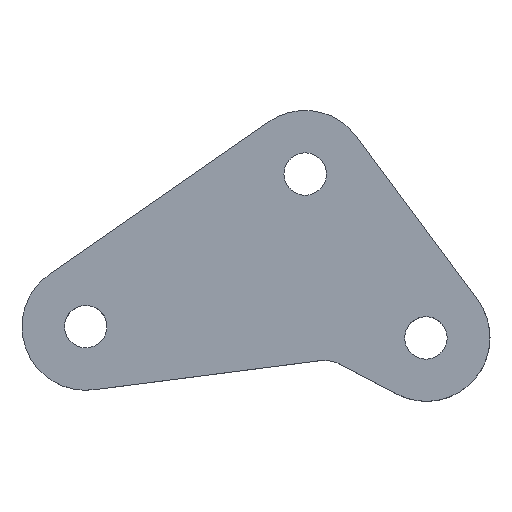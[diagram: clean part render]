
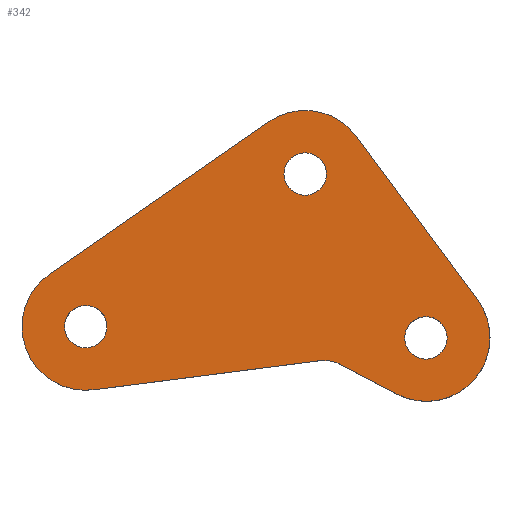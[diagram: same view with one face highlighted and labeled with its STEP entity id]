
A CAD part, top view. The second image highlights one B-rep face of the part: STEP entity #342.
In plain terms, the highlighted planar face has unit normal (0, 0, 1).
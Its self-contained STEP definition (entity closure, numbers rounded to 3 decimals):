
#6 = CARTESIAN_POINT ( 'NONE',  ( 22.538, -174.62, 6.35 ) ) ;
#13 = EDGE_CURVE ( 'NONE', #1572, #1567, #1084, .T. ) ;
#19 = CARTESIAN_POINT ( 'NONE',  ( 72.94, -235.716, 6.35 ) ) ;
#27 = ORIENTED_EDGE ( 'NONE', *, *, #13, .F. ) ;
#52 = DIRECTION ( 'NONE',  ( 1., 0., 0. ) ) ;
#57 = DIRECTION ( 'NONE',  ( -0.595, 0.804, 0. ) ) ;
#66 = ORIENTED_EDGE ( 'NONE', *, *, #952, .F. ) ;
#145 = CARTESIAN_POINT ( 'NONE',  ( -29.242, -232.519, 6.35 ) ) ;
#153 = CARTESIAN_POINT ( 'NONE',  ( 32.794, -189.386, 6.35 ) ) ;
#159 = DIRECTION ( 'NONE',  ( 0., 0., 1. ) ) ;
#181 = CARTESIAN_POINT ( 'NONE',  ( 66.94, -235.716, 6.35 ) ) ;
#186 = CIRCLE ( 'NONE', #762, 17.997 ) ;
#197 = DIRECTION ( 'NONE',  ( 1., 0., 0. ) ) ;
#220 = AXIS2_PLACEMENT_3D ( 'NONE', #1630, #1104, #855 ) ;
#221 = ORIENTED_EDGE ( 'NONE', *, *, #462, .T. ) ;
#250 = AXIS2_PLACEMENT_3D ( 'NONE', #408, #413, #1086 ) ;
#300 = ORIENTED_EDGE ( 'NONE', *, *, #1263, .F. ) ;
#305 = AXIS2_PLACEMENT_3D ( 'NONE', #461, #1396, #197 ) ;
#315 = AXIS2_PLACEMENT_3D ( 'NONE', #354, #765, #52 ) ;
#321 = CARTESIAN_POINT ( 'NONE',  ( 36.879, -242.163, 6.35 ) ) ;
#325 = CARTESIAN_POINT ( 'NONE',  ( -35.242, -232.519, 6.35 ) ) ;
#327 = DIRECTION ( 'NONE',  ( 0., 0., 1. ) ) ;
#331 = DIRECTION ( 'NONE',  ( 1., 0., 0. ) ) ;
#333 = CARTESIAN_POINT ( 'NONE',  ( 38.794, -189.386, 6.35 ) ) ;
#342 = ADVANCED_FACE ( 'NONE', ( #1170, #446, #496, #1517 ), #790, .T. ) ;
#354 = CARTESIAN_POINT ( 'NONE',  ( 32.794, -189.386, 6.35 ) ) ;
#393 = ORIENTED_EDGE ( 'NONE', *, *, #663, .T. ) ;
#408 = CARTESIAN_POINT ( 'NONE',  ( -29.242, -232.519, 6.35 ) ) ;
#413 = DIRECTION ( 'NONE',  ( 0., 0., 1. ) ) ;
#414 = DIRECTION ( 'NONE',  ( 0., 0., -1. ) ) ;
#419 = CIRCLE ( 'NONE', #1100, 6. ) ;
#422 = DIRECTION ( 'NONE',  ( 1., 0., 0. ) ) ;
#428 = AXIS2_PLACEMENT_3D ( 'NONE', #932, #1360, #1236 ) ;
#446 = FACE_OUTER_BOUND ( 'NONE', #1114, .T. ) ;
#448 = DIRECTION ( 'NONE',  ( 0., 0., 1. ) ) ;
#451 = EDGE_LOOP ( 'NONE', ( #300, #27 ) ) ;
#461 = CARTESIAN_POINT ( 'NONE',  ( 66.94, -235.716, 6.35 ) ) ;
#462 = EDGE_CURVE ( 'NONE', #862, #1589, #681, .T. ) ;
#487 = DIRECTION ( 'NONE',  ( 0., 0., 1. ) ) ;
#496 = FACE_BOUND ( 'NONE', #1479, .T. ) ;
#512 = LINE ( 'NONE', #1668, #658 ) ;
#519 = AXIS2_PLACEMENT_3D ( 'NONE', #998, #448, #331 ) ;
#529 = AXIS2_PLACEMENT_3D ( 'NONE', #1402, #327, #596 ) ;
#543 = VERTEX_POINT ( 'NONE', #1529 ) ;
#591 = CIRCLE ( 'NONE', #220, 18. ) ;
#596 = DIRECTION ( 'NONE',  ( 1., 0., 0. ) ) ;
#605 = EDGE_CURVE ( 'NONE', #1274, #862, #643, .T. ) ;
#642 = AXIS2_PLACEMENT_3D ( 'NONE', #181, #736, #884 ) ;
#643 = LINE ( 'NONE', #321, #1207 ) ;
#653 = EDGE_CURVE ( 'NONE', #1130, #1193, #1659, .T. ) ;
#658 = VECTOR ( 'NONE', #1154, 1000. ) ;
#660 = EDGE_CURVE ( 'NONE', #670, #1525, #955, .T. ) ;
#663 = EDGE_CURVE ( 'NONE', #1133, #844, #1306, .T. ) ;
#667 = ORIENTED_EDGE ( 'NONE', *, *, #1724, .T. ) ;
#670 = VERTEX_POINT ( 'NONE', #333 ) ;
#671 = EDGE_LOOP ( 'NONE', ( #66, #1527 ) ) ;
#680 = CARTESIAN_POINT ( 'NONE',  ( 38.153, -252.081, 6.35 ) ) ;
#681 = CIRCLE ( 'NONE', #1666, 10. ) ;
#709 = ORIENTED_EDGE ( 'NONE', *, *, #1211, .T. ) ;
#711 = ORIENTED_EDGE ( 'NONE', *, *, #653, .T. ) ;
#728 = CARTESIAN_POINT ( 'NONE',  ( 81.516, -224.95, 6.35 ) ) ;
#736 = DIRECTION ( 'NONE',  ( 0., 0., 1. ) ) ;
#738 = CARTESIAN_POINT ( 'NONE',  ( 47.277, -178.693, 6.35 ) ) ;
#762 = AXIS2_PLACEMENT_3D ( 'NONE', #888, #487, #1423 ) ;
#765 = DIRECTION ( 'NONE',  ( 0., 0., 1. ) ) ;
#790 = PLANE ( 'NONE',  #428 ) ;
#813 = CARTESIAN_POINT ( 'NONE',  ( 36.879, -242.163, 6.35 ) ) ;
#829 = CARTESIAN_POINT ( 'NONE',  ( 42.813, -243.233, 6.35 ) ) ;
#844 = VERTEX_POINT ( 'NONE', #1309 ) ;
#855 = DIRECTION ( 'NONE',  ( 1., 0., 0. ) ) ;
#862 = VERTEX_POINT ( 'NONE', #813 ) ;
#884 = DIRECTION ( 'NONE',  ( 1., 0., 0. ) ) ;
#888 = CARTESIAN_POINT ( 'NONE',  ( 67.051, -235.657, 6.35 ) ) ;
#899 = CIRCLE ( 'NONE', #305, 6. ) ;
#910 = ORIENTED_EDGE ( 'NONE', *, *, #1570, .T. ) ;
#911 = ORIENTED_EDGE ( 'NONE', *, *, #976, .F. ) ;
#917 = EDGE_CURVE ( 'NONE', #1031, #543, #975, .T. ) ;
#932 = CARTESIAN_POINT ( 'NONE',  ( 38.153, -252.081, 6.35 ) ) ;
#939 = VECTOR ( 'NONE', #57, 1000. ) ;
#952 = EDGE_CURVE ( 'NONE', #1525, #670, #419, .T. ) ;
#955 = CIRCLE ( 'NONE', #315, 6. ) ;
#975 = CIRCLE ( 'NONE', #250, 6. ) ;
#976 = EDGE_CURVE ( 'NONE', #543, #1031, #1022, .T. ) ;
#978 = CARTESIAN_POINT ( 'NONE',  ( 26.794, -189.386, 6.35 ) ) ;
#998 = CARTESIAN_POINT ( 'NONE',  ( -29.242, -232.519, 6.35 ) ) ;
#1010 = ORIENTED_EDGE ( 'NONE', *, *, #1192, .T. ) ;
#1018 = VECTOR ( 'NONE', #1237, 1000. ) ;
#1022 = CIRCLE ( 'NONE', #1164, 6. ) ;
#1031 = VERTEX_POINT ( 'NONE', #325 ) ;
#1084 = CIRCLE ( 'NONE', #642, 6. ) ;
#1086 = DIRECTION ( 'NONE',  ( 1., 0., 0. ) ) ;
#1090 = ORIENTED_EDGE ( 'NONE', *, *, #917, .F. ) ;
#1100 = AXIS2_PLACEMENT_3D ( 'NONE', #153, #1107, #422 ) ;
#1104 = DIRECTION ( 'NONE',  ( 0., 0., 1. ) ) ;
#1107 = DIRECTION ( 'NONE',  ( 0., 0., 1. ) ) ;
#1114 = EDGE_LOOP ( 'NONE', ( #221, #910, #1010, #711, #1257, #709, #393, #667, #1713 ) ) ;
#1120 = LINE ( 'NONE', #1489, #1018 ) ;
#1123 = DIRECTION ( 'NONE',  ( 0.992, 0.127, 0. ) ) ;
#1130 = VERTEX_POINT ( 'NONE', #1261 ) ;
#1133 = VERTEX_POINT ( 'NONE', #1253 ) ;
#1154 = DIRECTION ( 'NONE',  ( -0.821, -0.571, 0. ) ) ;
#1164 = AXIS2_PLACEMENT_3D ( 'NONE', #145, #159, #1233 ) ;
#1170 = FACE_BOUND ( 'NONE', #671, .T. ) ;
#1192 = EDGE_CURVE ( 'NONE', #1214, #1130, #186, .T. ) ;
#1193 = VERTEX_POINT ( 'NONE', #738 ) ;
#1207 = VECTOR ( 'NONE', #1123, 1000. ) ;
#1211 = EDGE_CURVE ( 'NONE', #1542, #1133, #512, .T. ) ;
#1214 = VERTEX_POINT ( 'NONE', #1679 ) ;
#1233 = DIRECTION ( 'NONE',  ( 1., 0., 0. ) ) ;
#1236 = DIRECTION ( 'NONE',  ( 1., 0., 0. ) ) ;
#1237 = DIRECTION ( 'NONE',  ( 0.885, -0.466, 0. ) ) ;
#1253 = CARTESIAN_POINT ( 'NONE',  ( -39.511, -217.736, 6.35 ) ) ;
#1257 = ORIENTED_EDGE ( 'NONE', *, *, #1553, .T. ) ;
#1261 = CARTESIAN_POINT ( 'NONE',  ( 81.516, -224.95, 6.35 ) ) ;
#1263 = EDGE_CURVE ( 'NONE', #1567, #1572, #899, .T. ) ;
#1268 = CARTESIAN_POINT ( 'NONE',  ( -26.548, -250.316, 6.35 ) ) ;
#1274 = VERTEX_POINT ( 'NONE', #1268 ) ;
#1306 = CIRCLE ( 'NONE', #529, 18. ) ;
#1309 = CARTESIAN_POINT ( 'NONE',  ( -47.242, -232.519, 6.35 ) ) ;
#1360 = DIRECTION ( 'NONE',  ( 0., 0., 1. ) ) ;
#1396 = DIRECTION ( 'NONE',  ( 0., 0., 1. ) ) ;
#1402 = CARTESIAN_POINT ( 'NONE',  ( -29.242, -232.519, 6.35 ) ) ;
#1423 = DIRECTION ( 'NONE',  ( 1., 0., 0. ) ) ;
#1479 = EDGE_LOOP ( 'NONE', ( #1090, #911 ) ) ;
#1489 = CARTESIAN_POINT ( 'NONE',  ( 42.813, -243.233, 6.35 ) ) ;
#1517 = FACE_BOUND ( 'NONE', #451, .T. ) ;
#1525 = VERTEX_POINT ( 'NONE', #978 ) ;
#1527 = ORIENTED_EDGE ( 'NONE', *, *, #660, .F. ) ;
#1529 = CARTESIAN_POINT ( 'NONE',  ( -23.242, -232.519, 6.35 ) ) ;
#1542 = VERTEX_POINT ( 'NONE', #6 ) ;
#1553 = EDGE_CURVE ( 'NONE', #1193, #1542, #591, .T. ) ;
#1567 = VERTEX_POINT ( 'NONE', #1623 ) ;
#1570 = EDGE_CURVE ( 'NONE', #1589, #1214, #1120, .T. ) ;
#1572 = VERTEX_POINT ( 'NONE', #19 ) ;
#1578 = CIRCLE ( 'NONE', #519, 18. ) ;
#1589 = VERTEX_POINT ( 'NONE', #829 ) ;
#1614 = DIRECTION ( 'NONE',  ( 1., 0., 0. ) ) ;
#1623 = CARTESIAN_POINT ( 'NONE',  ( 60.94, -235.716, 6.35 ) ) ;
#1630 = CARTESIAN_POINT ( 'NONE',  ( 32.809, -189.401, 6.35 ) ) ;
#1659 = LINE ( 'NONE', #728, #939 ) ;
#1666 = AXIS2_PLACEMENT_3D ( 'NONE', #680, #414, #1614 ) ;
#1668 = CARTESIAN_POINT ( 'NONE',  ( 22.538, -174.62, 6.35 ) ) ;
#1679 = CARTESIAN_POINT ( 'NONE',  ( 58.666, -251.581, 6.35 ) ) ;
#1713 = ORIENTED_EDGE ( 'NONE', *, *, #605, .T. ) ;
#1724 = EDGE_CURVE ( 'NONE', #844, #1274, #1578, .T. ) ;
